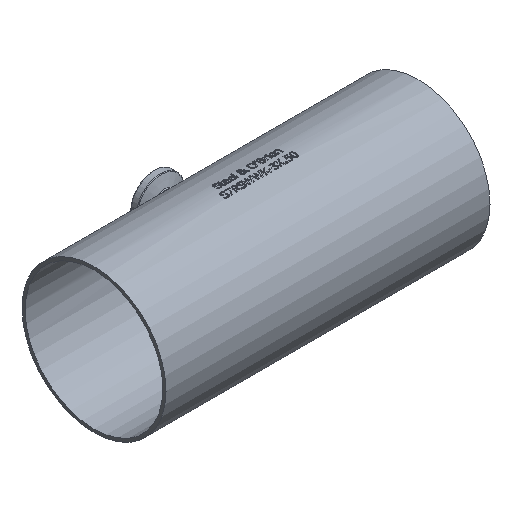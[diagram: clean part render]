
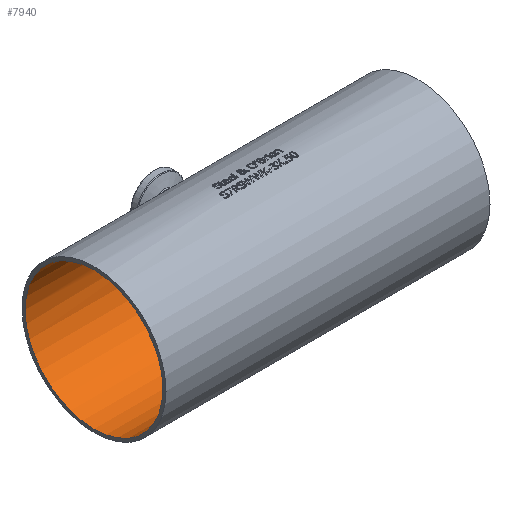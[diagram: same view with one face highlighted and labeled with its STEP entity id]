
A CAD part, isometric view. The second image highlights one B-rep face of the part: STEP entity #7940.
In plain terms, the highlighted cylindrical face has radius 36.449 mm (diameter 72.898 mm), a full revolution.
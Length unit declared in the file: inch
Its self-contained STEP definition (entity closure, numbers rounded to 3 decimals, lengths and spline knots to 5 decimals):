
#161=FACE_BOUND('',#1486,.T.);
#162=FACE_BOUND('',#1487,.T.);
#163=FACE_BOUND('',#1488,.T.);
#1486=EDGE_LOOP('',(#7409));
#1487=EDGE_LOOP('',(#7410));
#1488=EDGE_LOOP('',(#7411));
#2715=CIRCLE('',#8397,1.435);
#2716=CIRCLE('',#8399,1.435);
#3123=B_SPLINE_CURVE_WITH_KNOTS('',3,(#17520,#17521,#17522,#17523,#17524,
#17525,#17526,#17527,#17528,#17529,#17530,#17531,#17532,#17533,#17534,#17535,
#17536,#17537,#17538,#17539,#17540,#17541,#17542,#17543,#17544,#17545,#17546,
#17547,#17548,#17549,#17550,#17551,#17552,#17553),.UNSPECIFIED.,.T.,.F.,
(4,2,2,2,2,2,2,2,2,2,2,2,2,2,2,2,4),(0.,0.17722,0.35444,
0.53165,0.70887,0.88608,1.0633,1.24052,
1.41774,1.59495,1.77217,1.94939,2.1266,
2.30382,2.48104,2.65825,2.83547),
 .UNSPECIFIED.);
#3907=VERTEX_POINT('',#17519);
#3908=VERTEX_POINT('',#17555);
#3909=VERTEX_POINT('',#17558);
#5075=EDGE_CURVE('',#3907,#3907,#3123,.T.);
#5076=EDGE_CURVE('',#3908,#3908,#2715,.T.);
#5077=EDGE_CURVE('',#3909,#3909,#2716,.T.);
#7409=ORIENTED_EDGE('',*,*,#5075,.F.);
#7410=ORIENTED_EDGE('',*,*,#5077,.F.);
#7411=ORIENTED_EDGE('',*,*,#5076,.T.);
#7458=CYLINDRICAL_SURFACE('',#8398,1.435);
#7940=ADVANCED_FACE('',(#161,#162,#163),#7458,.F.);
#8397=AXIS2_PLACEMENT_3D('',#17556,#9850,#9851);
#8398=AXIS2_PLACEMENT_3D('',#17557,#9852,#9853);
#8399=AXIS2_PLACEMENT_3D('',#17559,#9854,#9855);
#9850=DIRECTION('center_axis',(1.,0.,0.));
#9851=DIRECTION('ref_axis',(0.,0.,-1.));
#9852=DIRECTION('center_axis',(1.,0.,0.));
#9853=DIRECTION('ref_axis',(0.,0.,-1.));
#9854=DIRECTION('center_axis',(1.,0.,0.));
#9855=DIRECTION('ref_axis',(0.,0.,-1.));
#17519=CARTESIAN_POINT('',(3.375,1.36052,-0.1225));
#17520=CARTESIAN_POINT('Ctrl Pts',(3.375,1.36052,-0.1225));
#17521=CARTESIAN_POINT('Ctrl Pts',(3.39826,1.36052,-0.1225));
#17522=CARTESIAN_POINT('Ctrl Pts',(3.42305,1.36115,-0.11785));
#17523=CARTESIAN_POINT('Ctrl Pts',(3.46862,1.36342,-0.09896));
#17524=CARTESIAN_POINT('Ctrl Pts',(3.4894,1.36502,-0.08473));
#17525=CARTESIAN_POINT('Ctrl Pts',(3.52223,1.36803,-0.0519));
#17526=CARTESIAN_POINT('Ctrl Pts',(3.53646,1.36962,-0.03112));
#17527=CARTESIAN_POINT('Ctrl Pts',(3.55535,1.37188,0.01445));
#17528=CARTESIAN_POINT('Ctrl Pts',(3.56,1.3725,0.03924));
#17529=CARTESIAN_POINT('Ctrl Pts',(3.56,1.3725,0.08576));
#17530=CARTESIAN_POINT('Ctrl Pts',(3.55535,1.37188,0.11055));
#17531=CARTESIAN_POINT('Ctrl Pts',(3.53646,1.36962,0.15612));
#17532=CARTESIAN_POINT('Ctrl Pts',(3.52223,1.36803,0.1769));
#17533=CARTESIAN_POINT('Ctrl Pts',(3.4894,1.36502,0.20973));
#17534=CARTESIAN_POINT('Ctrl Pts',(3.46862,1.36342,0.22396));
#17535=CARTESIAN_POINT('Ctrl Pts',(3.42305,1.36115,0.24285));
#17536=CARTESIAN_POINT('Ctrl Pts',(3.39826,1.36052,0.2475));
#17537=CARTESIAN_POINT('Ctrl Pts',(3.35174,1.36052,0.2475));
#17538=CARTESIAN_POINT('Ctrl Pts',(3.32695,1.36115,0.24285));
#17539=CARTESIAN_POINT('Ctrl Pts',(3.28138,1.36342,0.22396));
#17540=CARTESIAN_POINT('Ctrl Pts',(3.2606,1.36502,0.20973));
#17541=CARTESIAN_POINT('Ctrl Pts',(3.22777,1.36803,0.1769));
#17542=CARTESIAN_POINT('Ctrl Pts',(3.21354,1.36962,0.15612));
#17543=CARTESIAN_POINT('Ctrl Pts',(3.19465,1.37188,0.11055));
#17544=CARTESIAN_POINT('Ctrl Pts',(3.19,1.3725,0.08576));
#17545=CARTESIAN_POINT('Ctrl Pts',(3.19,1.3725,0.03924));
#17546=CARTESIAN_POINT('Ctrl Pts',(3.19465,1.37188,0.01445));
#17547=CARTESIAN_POINT('Ctrl Pts',(3.21354,1.36962,-0.03112));
#17548=CARTESIAN_POINT('Ctrl Pts',(3.22777,1.36803,-0.0519));
#17549=CARTESIAN_POINT('Ctrl Pts',(3.2606,1.36502,-0.08473));
#17550=CARTESIAN_POINT('Ctrl Pts',(3.28138,1.36342,-0.09896));
#17551=CARTESIAN_POINT('Ctrl Pts',(3.32695,1.36115,-0.11785));
#17552=CARTESIAN_POINT('Ctrl Pts',(3.35174,1.36052,-0.1225));
#17553=CARTESIAN_POINT('Ctrl Pts',(3.375,1.36052,-0.1225));
#17555=CARTESIAN_POINT('',(6.75,-0.0625,-1.3725));
#17556=CARTESIAN_POINT('Origin',(6.75,-0.0625,0.0625));
#17557=CARTESIAN_POINT('Origin',(3.375,-0.0625,0.0625));
#17558=CARTESIAN_POINT('',(0.,-0.0625,-1.3725));
#17559=CARTESIAN_POINT('Origin',(0.,-0.0625,0.0625));
